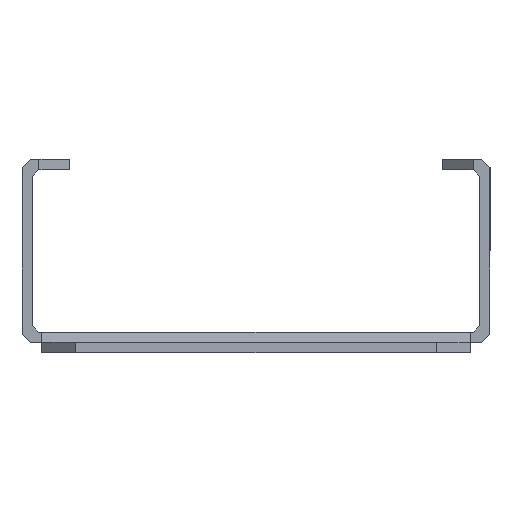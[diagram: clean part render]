
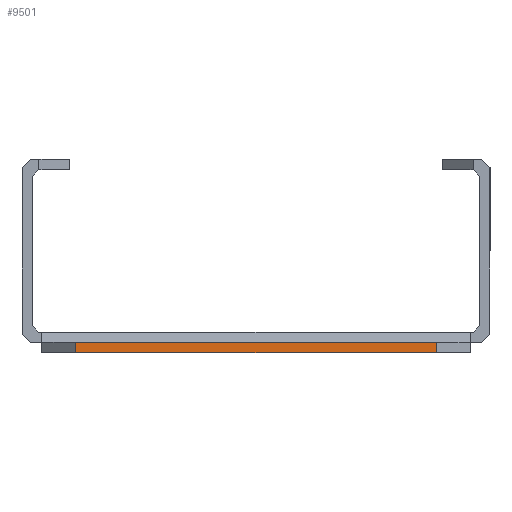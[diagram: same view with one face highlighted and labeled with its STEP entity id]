
A CAD part, left-side view. The second image highlights one B-rep face of the part: STEP entity #9501.
In plain terms, the highlighted planar face has unit normal (-1, 0, 0).
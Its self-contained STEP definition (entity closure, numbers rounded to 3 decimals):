
#1160 = LINE ( 'NONE', #17655, #16262 ) ;
#1303 = VECTOR ( 'NONE', #2013, 1000. ) ;
#1365 = LINE ( 'NONE', #6286, #6318 ) ;
#2013 = DIRECTION ( 'NONE',  ( 0., -1., 0. ) ) ;
#2208 = EDGE_CURVE ( 'NONE', #7976, #3122, #1160, .T. ) ;
#2981 = VERTEX_POINT ( 'NONE', #10646 ) ;
#3060 = EDGE_CURVE ( 'NONE', #2981, #7976, #1365, .T. ) ;
#3122 = VERTEX_POINT ( 'NONE', #10830 ) ;
#3758 = ORIENTED_EDGE ( 'NONE', *, *, #2208, .T. ) ;
#4334 = ORIENTED_EDGE ( 'NONE', *, *, #3060, .T. ) ;
#5356 = PLANE ( 'NONE',  #6071 ) ;
#5639 = LINE ( 'NONE', #7324, #10354 ) ;
#6071 = AXIS2_PLACEMENT_3D ( 'NONE', #12806, #8454, #6929 ) ;
#6286 = CARTESIAN_POINT ( 'NONE',  ( -281., 26.6, -1.5 ) ) ;
#6318 = VECTOR ( 'NONE', #16842, 1000. ) ;
#6437 = FACE_OUTER_BOUND ( 'NONE', #17051, .T. ) ;
#6929 = DIRECTION ( 'NONE',  ( 0., 0., 1. ) ) ;
#7324 = CARTESIAN_POINT ( 'NONE',  ( -281., -26.6, -1.5 ) ) ;
#7976 = VERTEX_POINT ( 'NONE', #9630 ) ;
#8454 = DIRECTION ( 'NONE',  ( -1., 0., 0. ) ) ;
#9501 = ADVANCED_FACE ( 'NONE', ( #6437 ), #5356, .T. ) ;
#9630 = CARTESIAN_POINT ( 'NONE',  ( -281., 26.6, -3. ) ) ;
#10156 = DIRECTION ( 'NONE',  ( 0., -1., 0. ) ) ;
#10354 = VECTOR ( 'NONE', #11805, 1000. ) ;
#10646 = CARTESIAN_POINT ( 'NONE',  ( -281., 26.6, -1.5 ) ) ;
#10830 = CARTESIAN_POINT ( 'NONE',  ( -281., -26.6, -3. ) ) ;
#11805 = DIRECTION ( 'NONE',  ( 0., 0., 1. ) ) ;
#12618 = LINE ( 'NONE', #15870, #1303 ) ;
#12806 = CARTESIAN_POINT ( 'NONE',  ( -281., 31.6, -1.5 ) ) ;
#12899 = EDGE_CURVE ( 'NONE', #3122, #13550, #5639, .T. ) ;
#13550 = VERTEX_POINT ( 'NONE', #16759 ) ;
#14390 = EDGE_CURVE ( 'NONE', #2981, #13550, #12618, .T. ) ;
#15173 = ORIENTED_EDGE ( 'NONE', *, *, #14390, .F. ) ;
#15870 = CARTESIAN_POINT ( 'NONE',  ( -281., 31.6, -1.5 ) ) ;
#16262 = VECTOR ( 'NONE', #10156, 1000. ) ;
#16352 = ORIENTED_EDGE ( 'NONE', *, *, #12899, .T. ) ;
#16759 = CARTESIAN_POINT ( 'NONE',  ( -281., -26.6, -1.5 ) ) ;
#16842 = DIRECTION ( 'NONE',  ( 0., 0., -1. ) ) ;
#17051 = EDGE_LOOP ( 'NONE', ( #3758, #16352, #15173, #4334 ) ) ;
#17655 = CARTESIAN_POINT ( 'NONE',  ( -281., 31.6, -3. ) ) ;
